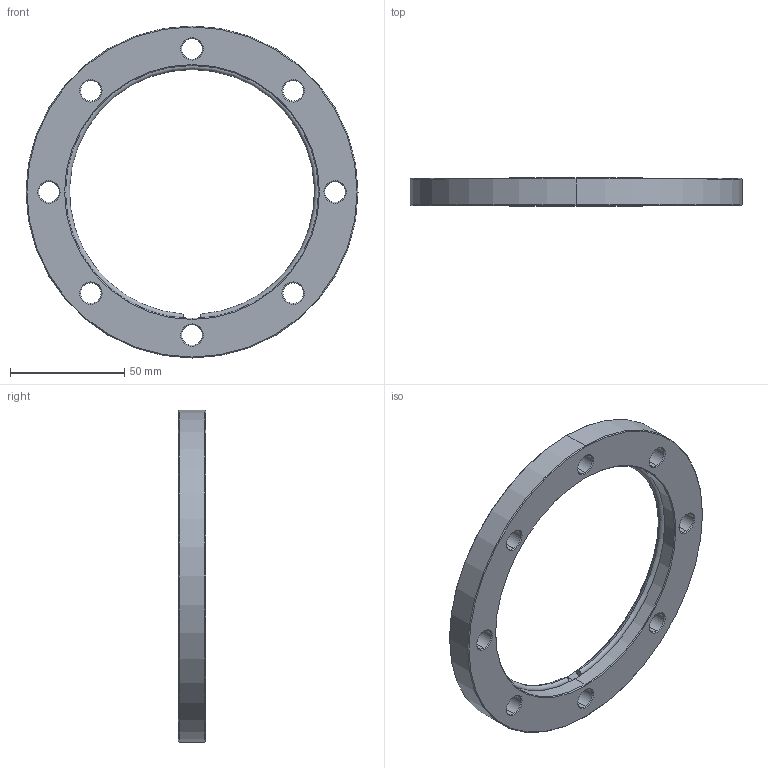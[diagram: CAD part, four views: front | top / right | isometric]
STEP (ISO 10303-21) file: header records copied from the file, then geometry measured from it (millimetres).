
FILE_DESCRIPTION (( 'STEP AP214' ), '1' );
FILE_NAME ('Hositrad_ISO80R.STEP', '2017-06-01T14:28:04', ( 'Gebruiker' ), ( '' ), 'SwSTEP 2.0', 'SolidWorks 2017', '' );
FILE_SCHEMA (( 'AUTOMOTIVE_DESIGN' ));
Length unit declared in the file: millimetre
Products named in the file (3): RetainingRing-All_ISO80; Hositrad_ISO80R; ISO-K-Rotat-All_ISO80
Assembly tree (2 placements, depth 2):
  Hositrad_ISO80R
    ISO-K-Rotat-All_ISO80
    RetainingRing-All_ISO80
Bounding box: 145 x 12 x 145 mm (x, y, z)
Volume: 76444 mm3; surface area: 27693 mm2
Topology: 2 solids, 2 shells, 70 faces, 154 edges, 88 vertices
Faces by surface type: cone 40, cylinder 22, torus 4, plane 4
Entity records: 2086 total; most frequent: DIRECTION 396, CARTESIAN_POINT 317, ORIENTED_EDGE 308, AXIS2_PLACEMENT_3D 167, EDGE_CURVE 154, CIRCLE 92, EDGE_LOOP 88, VERTEX_POINT 88
